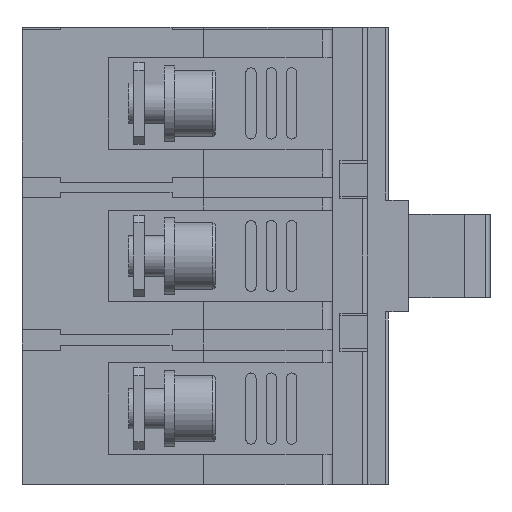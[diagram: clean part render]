
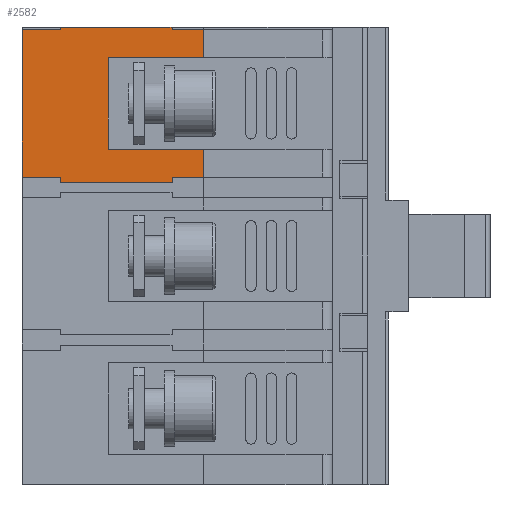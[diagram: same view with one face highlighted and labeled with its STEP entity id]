
A CAD part, front view. The second image highlights one B-rep face of the part: STEP entity #2582.
In plain terms, the highlighted planar face has unit normal (0, -1, 0).
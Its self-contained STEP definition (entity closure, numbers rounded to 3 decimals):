
#2582 = ADVANCED_FACE( '', ( #5483 ), #5484, .F. );
#5483 = FACE_OUTER_BOUND( '', #8709, .T. );
#5484 = PLANE( '', #8710 );
#8709 = EDGE_LOOP( '', ( #16383, #16384, #16385, #16386, #16387, #16388, #16389, #16390, #16391, #16392, #16393, #16394, #16395, #16396, #16397, #16398 ) );
#8710 = AXIS2_PLACEMENT_3D( '', #16399, #16400, #16401 );
#16383 = ORIENTED_EDGE( '', *, *, #22231, .F. );
#16384 = ORIENTED_EDGE( '', *, *, #20983, .T. );
#16385 = ORIENTED_EDGE( '', *, *, #19748, .T. );
#16386 = ORIENTED_EDGE( '', *, *, #21658, .T. );
#16387 = ORIENTED_EDGE( '', *, *, #21558, .F. );
#16388 = ORIENTED_EDGE( '', *, *, #21132, .F. );
#16389 = ORIENTED_EDGE( '', *, *, #22232, .F. );
#16390 = ORIENTED_EDGE( '', *, *, #22233, .F. );
#16391 = ORIENTED_EDGE( '', *, *, #21830, .F. );
#16392 = ORIENTED_EDGE( '', *, *, #22234, .T. );
#16393 = ORIENTED_EDGE( '', *, *, #19664, .F. );
#16394 = ORIENTED_EDGE( '', *, *, #22235, .T. );
#16395 = ORIENTED_EDGE( '', *, *, #22236, .T. );
#16396 = ORIENTED_EDGE( '', *, *, #22237, .T. );
#16397 = ORIENTED_EDGE( '', *, *, #22238, .T. );
#16398 = ORIENTED_EDGE( '', *, *, #21323, .T. );
#16399 = CARTESIAN_POINT( '', ( 0., 0.01, 0. ) );
#16400 = DIRECTION( '', ( 0., 1., 0. ) );
#16401 = DIRECTION( '', ( 0., 0., 1. ) );
#19664 = EDGE_CURVE( '', #23489, #23491, #23492, .T. );
#19748 = EDGE_CURVE( '', #23637, #23638, #23639, .T. );
#20983 = EDGE_CURVE( '', #25639, #23637, #25640, .T. );
#21132 = EDGE_CURVE( '', #25860, #25861, #25862, .T. );
#21323 = EDGE_CURVE( '', #26128, #26126, #26129, .T. );
#21558 = EDGE_CURVE( '', #25861, #26476, #26477, .T. );
#21658 = EDGE_CURVE( '', #23638, #26476, #26619, .T. );
#21830 = EDGE_CURVE( '', #26863, #26864, #26865, .T. );
#22231 = EDGE_CURVE( '', #25639, #26126, #27361, .T. );
#22232 = EDGE_CURVE( '', #27362, #25860, #27363, .T. );
#22233 = EDGE_CURVE( '', #26864, #27362, #27364, .T. );
#22234 = EDGE_CURVE( '', #26863, #23491, #27365, .T. );
#22235 = EDGE_CURVE( '', #23489, #27366, #27367, .T. );
#22236 = EDGE_CURVE( '', #27366, #27368, #27369, .T. );
#22237 = EDGE_CURVE( '', #27368, #27370, #27371, .T. );
#22238 = EDGE_CURVE( '', #27370, #26128, #27372, .T. );
#23489 = VERTEX_POINT( '', #29233 );
#23491 = VERTEX_POINT( '', #29236 );
#23492 = LINE( '', #29237, #29238 );
#23637 = VERTEX_POINT( '', #29445 );
#23638 = VERTEX_POINT( '', #29446 );
#23639 = LINE( '', #29447, #29448 );
#25639 = VERTEX_POINT( '', #32702 );
#25640 = LINE( '', #32703, #32704 );
#25860 = VERTEX_POINT( '', #33035 );
#25861 = VERTEX_POINT( '', #33036 );
#25862 = LINE( '', #33037, #33038 );
#26126 = VERTEX_POINT( '', #33493 );
#26128 = VERTEX_POINT( '', #33496 );
#26129 = LINE( '', #33497, #33498 );
#26476 = VERTEX_POINT( '', #34006 );
#26477 = LINE( '', #34007, #34008 );
#26619 = LINE( '', #34212, #34213 );
#26863 = VERTEX_POINT( '', #34732 );
#26864 = VERTEX_POINT( '', #34733 );
#26865 = LINE( '', #34734, #34735 );
#27361 = LINE( '', #35684, #35685 );
#27362 = VERTEX_POINT( '', #35686 );
#27363 = LINE( '', #35687, #35688 );
#27364 = LINE( '', #35689, #35690 );
#27365 = LINE( '', #35691, #35692 );
#27366 = VERTEX_POINT( '', #35693 );
#27367 = LINE( '', #35694, #35695 );
#27368 = VERTEX_POINT( '', #35696 );
#27369 = LINE( '', #35697, #35698 );
#27370 = VERTEX_POINT( '', #35699 );
#27371 = LINE( '', #35700, #35701 );
#27372 = LINE( '', #35702, #35703 );
#29233 = CARTESIAN_POINT( '', ( 17., 0.01, 65.99 ) );
#29236 = CARTESIAN_POINT( '', ( 35.719, 0.01, 65.99 ) );
#29237 = CARTESIAN_POINT( '', ( 17., 0.01, 65.99 ) );
#29238 = VECTOR( '', #36872, 1000. );
#29445 = CARTESIAN_POINT( '', ( 7.51, 0.01, 89.49 ) );
#29446 = CARTESIAN_POINT( '', ( 0., 0.01, 89.49 ) );
#29447 = CARTESIAN_POINT( '', ( 7.51, 0.01, 89.49 ) );
#29448 = VECTOR( '', #36950, 1000. );
#32702 = CARTESIAN_POINT( '', ( 7.51, 0.01, 90. ) );
#32703 = CARTESIAN_POINT( '', ( 7.51, 0.01, 90.49 ) );
#32704 = VECTOR( '', #38104, 1000. );
#33035 = CARTESIAN_POINT( '', ( 7.51, 0.01, 59.51 ) );
#33036 = CARTESIAN_POINT( '', ( 7.51, 0.01, 60.51 ) );
#33037 = CARTESIAN_POINT( '', ( 7.51, 0.01, 60.51 ) );
#33038 = VECTOR( '', #38231, 1000. );
#33493 = CARTESIAN_POINT( '', ( 29.49, 0.01, 90. ) );
#33496 = CARTESIAN_POINT( '', ( 29.49, 0.01, 89.49 ) );
#33497 = CARTESIAN_POINT( '', ( 29.49, 0.01, 89.49 ) );
#33498 = VECTOR( '', #38387, 1000. );
#34006 = CARTESIAN_POINT( '', ( 0., 0.01, 60.51 ) );
#34007 = CARTESIAN_POINT( '', ( 0., 0.01, 60.51 ) );
#34008 = VECTOR( '', #38628, 1000. );
#34212 = CARTESIAN_POINT( '', ( 0., 0.01, 63.5 ) );
#34213 = VECTOR( '', #38724, 1000. );
#34732 = CARTESIAN_POINT( '', ( 35.719, 0.01, 60.51 ) );
#34733 = CARTESIAN_POINT( '', ( 29.49, 0.01, 60.51 ) );
#34734 = CARTESIAN_POINT( '', ( 29.49, 0.01, 60.51 ) );
#34735 = VECTOR( '', #38878, 1000. );
#35684 = CARTESIAN_POINT( '', ( 0., 0.01, 90. ) );
#35685 = VECTOR( '', #39169, 1000. );
#35686 = CARTESIAN_POINT( '', ( 29.49, 0.01, 59.51 ) );
#35687 = CARTESIAN_POINT( '', ( 7.51, 0.01, 59.51 ) );
#35688 = VECTOR( '', #39170, 1000. );
#35689 = CARTESIAN_POINT( '', ( 29.49, 0.01, 59.51 ) );
#35690 = VECTOR( '', #39171, 1000. );
#35691 = CARTESIAN_POINT( '', ( 35.719, 0.01, 66. ) );
#35692 = VECTOR( '', #39172, 1000. );
#35693 = CARTESIAN_POINT( '', ( 17., 0.01, 84.01 ) );
#35694 = CARTESIAN_POINT( '', ( 17., 0.01, 84. ) );
#35695 = VECTOR( '', #39173, 1000. );
#35696 = CARTESIAN_POINT( '', ( 35.719, 0.01, 84.01 ) );
#35697 = CARTESIAN_POINT( '', ( 0., 0.01, 84.01 ) );
#35698 = VECTOR( '', #39174, 1000. );
#35699 = CARTESIAN_POINT( '', ( 35.719, 0.01, 89.49 ) );
#35700 = CARTESIAN_POINT( '', ( 35.719, 0.01, 89.5 ) );
#35701 = VECTOR( '', #39175, 1000. );
#35702 = CARTESIAN_POINT( '', ( 35.719, 0.01, 89.49 ) );
#35703 = VECTOR( '', #39176, 1000. );
#36872 = DIRECTION( '', ( 1., 0., 0. ) );
#36950 = DIRECTION( '', ( -1., 0., 0. ) );
#38104 = DIRECTION( '', ( 0., 0., -1. ) );
#38231 = DIRECTION( '', ( 0., 0., 1. ) );
#38387 = DIRECTION( '', ( 0., 0., 1. ) );
#38628 = DIRECTION( '', ( -1., 0., 0. ) );
#38724 = DIRECTION( '', ( 0., 0., -1. ) );
#38878 = DIRECTION( '', ( -1., 0., 0. ) );
#39169 = DIRECTION( '', ( 1., 0., 0. ) );
#39170 = DIRECTION( '', ( -1., 0., 0. ) );
#39171 = DIRECTION( '', ( 0., 0., -1. ) );
#39172 = DIRECTION( '', ( 0., 0., 1. ) );
#39173 = DIRECTION( '', ( 0., 0., 1. ) );
#39174 = DIRECTION( '', ( 1., 0., 0. ) );
#39175 = DIRECTION( '', ( 0., 0., 1. ) );
#39176 = DIRECTION( '', ( -1., 0., 0. ) );
